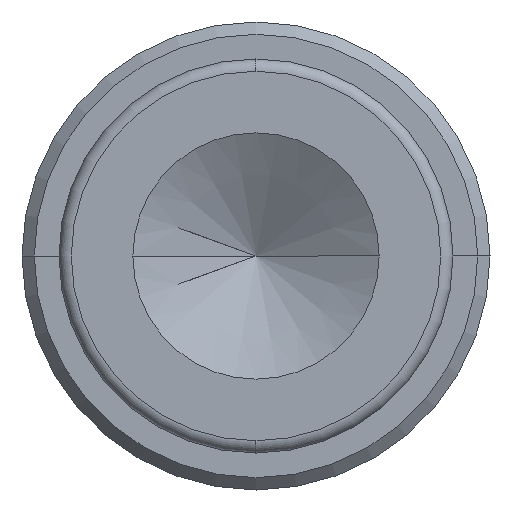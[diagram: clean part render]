
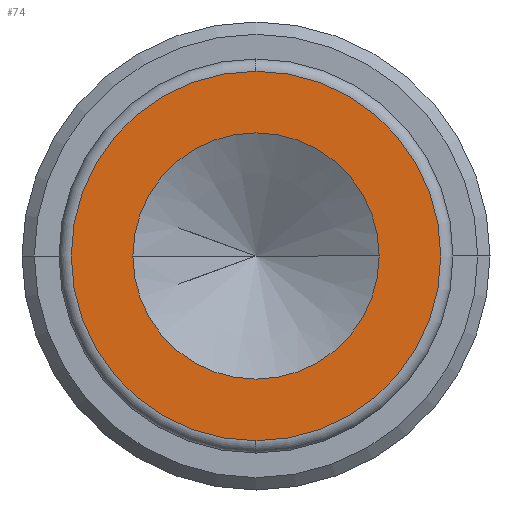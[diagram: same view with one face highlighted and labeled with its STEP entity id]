
A CAD part, left-side view. The second image highlights one B-rep face of the part: STEP entity #74.
In plain terms, the highlighted planar face has unit normal (-1, 0, 0).
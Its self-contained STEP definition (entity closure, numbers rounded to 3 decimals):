
#74=ADVANCED_FACE('',(#138,#139),#140,.T.);
#138=FACE_OUTER_BOUND('',#209,.T.);
#139=FACE_BOUND('',#210,.T.);
#140=PLANE('',#211);
#209=EDGE_LOOP('',(#433,#434,#435));
#210=EDGE_LOOP('',(#436,#437));
#211=AXIS2_PLACEMENT_3D('',#438,#439,#440);
#433=ORIENTED_EDGE('',*,*,#508,.F.);
#434=ORIENTED_EDGE('',*,*,#507,.F.);
#435=ORIENTED_EDGE('',*,*,#556,.F.);
#436=ORIENTED_EDGE('',*,*,#555,.T.);
#437=ORIENTED_EDGE('',*,*,#512,.T.);
#438=CARTESIAN_POINT('',(0.,6.25,0.0));
#439=DIRECTION('',(-1.0,0.,0.0));
#440=DIRECTION('',(0.,-1.0,0.0));
#507=EDGE_CURVE('',#605,#608,#609,.T.);
#508=EDGE_CURVE('',#608,#610,#611,.T.);
#512=EDGE_CURVE('',#617,#614,#618,.T.);
#555=EDGE_CURVE('',#614,#617,#683,.T.);
#556=EDGE_CURVE('',#610,#605,#684,.T.);
#605=VERTEX_POINT('',#738);
#608=VERTEX_POINT('',#741);
#609=CIRCLE('',#742,7.5);
#610=VERTEX_POINT('',#743);
#611=CIRCLE('',#744,7.5);
#614=VERTEX_POINT('',#747);
#617=VERTEX_POINT('',#751);
#618=CIRCLE('',#752,5.);
#683=CIRCLE('',#832,5.);
#684=CIRCLE('',#833,7.5);
#738=CARTESIAN_POINT('',(0.,0.,-7.5));
#741=CARTESIAN_POINT('',(0.,7.5,0.0));
#742=AXIS2_PLACEMENT_3D('',#904,#905,#906);
#743=CARTESIAN_POINT('',(0.,0.,7.5));
#744=AXIS2_PLACEMENT_3D('',#907,#908,#909);
#747=CARTESIAN_POINT('',(0.0,5.,0.0));
#751=CARTESIAN_POINT('',(0.0,-5.,0.));
#752=AXIS2_PLACEMENT_3D('',#917,#918,#919);
#832=AXIS2_PLACEMENT_3D('',#1016,#1017,#1018);
#833=AXIS2_PLACEMENT_3D('',#1019,#1020,#1021);
#904=CARTESIAN_POINT('',(0.,0.0,0.0));
#905=DIRECTION('',(1.0,0.0,0.0));
#906=DIRECTION('',(0.0,1.0,0.0));
#907=CARTESIAN_POINT('',(0.,0.0,0.0));
#908=DIRECTION('',(1.0,0.0,0.0));
#909=DIRECTION('',(0.0,1.0,0.0));
#917=CARTESIAN_POINT('',(0.0,0.0,0.0));
#918=DIRECTION('',(1.0,0.0,0.0));
#919=DIRECTION('',(0.0,1.0,0.0));
#1016=CARTESIAN_POINT('',(0.0,0.0,0.0));
#1017=DIRECTION('',(1.0,0.0,0.0));
#1018=DIRECTION('',(0.0,1.0,0.0));
#1019=CARTESIAN_POINT('',(0.,0.0,0.0));
#1020=DIRECTION('',(1.0,0.0,0.0));
#1021=DIRECTION('',(0.0,1.0,0.0));
